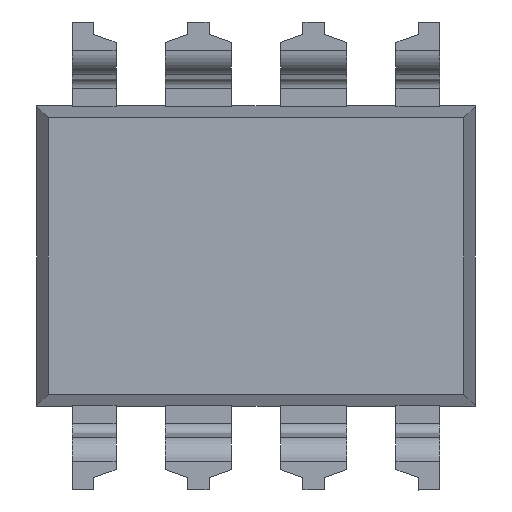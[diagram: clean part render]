
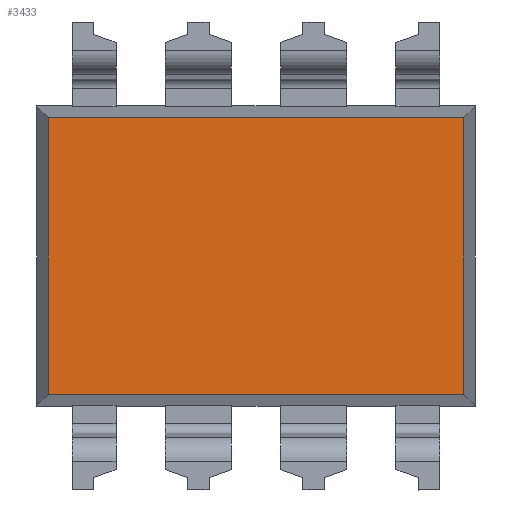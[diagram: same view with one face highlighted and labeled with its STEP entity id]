
A CAD part, front view. The second image highlights one B-rep face of the part: STEP entity #3433.
In plain terms, the highlighted planar face has unit normal (0, -1, 0).
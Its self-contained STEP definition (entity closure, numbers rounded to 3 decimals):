
#110 = CARTESIAN_POINT ( 'NONE',  ( 0., 1.14, 0. ) ) ;
#118 = LINE ( 'NONE', #4756, #1281 ) ;
#311 = DIRECTION ( 'NONE',  ( 0., 0., -1. ) ) ;
#457 = ORIENTED_EDGE ( 'NONE', *, *, #3509, .T. ) ;
#509 = DIRECTION ( 'NONE',  ( 0., -1., 0. ) ) ;
#583 = VERTEX_POINT ( 'NONE', #2471 ) ;
#836 = VECTOR ( 'NONE', #2240, 1000. ) ;
#920 = VERTEX_POINT ( 'NONE', #3783 ) ;
#1235 = EDGE_CURVE ( 'NONE', #920, #4932, #1641, .T. ) ;
#1281 = VECTOR ( 'NONE', #2440, 1000. ) ;
#1294 = DIRECTION ( 'NONE',  ( -1., 0., 0. ) ) ;
#1449 = CARTESIAN_POINT ( 'NONE',  ( 4.568, 1.14, -3.043 ) ) ;
#1641 = LINE ( 'NONE', #3606, #4911 ) ;
#1697 = EDGE_CURVE ( 'NONE', #4932, #583, #118, .T. ) ;
#1742 = DIRECTION ( 'NONE',  ( 0., 0., 1. ) ) ;
#2013 = VERTEX_POINT ( 'NONE', #1449 ) ;
#2159 = EDGE_LOOP ( 'NONE', ( #4064, #457, #2333, #4210 ) ) ;
#2224 = CARTESIAN_POINT ( 'NONE',  ( -4.827, 1.14, -3.043 ) ) ;
#2240 = DIRECTION ( 'NONE',  ( 1., 0., 0. ) ) ;
#2333 = ORIENTED_EDGE ( 'NONE', *, *, #1235, .T. ) ;
#2440 = DIRECTION ( 'NONE',  ( 0., 0., -1. ) ) ;
#2471 = CARTESIAN_POINT ( 'NONE',  ( -4.568, 1.14, -3.043 ) ) ;
#2771 = LINE ( 'NONE', #2224, #836 ) ;
#3433 = ADVANCED_FACE ( 'NONE', ( #4089 ), #4354, .T. ) ;
#3509 = EDGE_CURVE ( 'NONE', #2013, #920, #4696, .T. ) ;
#3606 = CARTESIAN_POINT ( 'NONE',  ( 4.828, 1.14, 3.043 ) ) ;
#3669 = CARTESIAN_POINT ( 'NONE',  ( 4.568, 1.14, -3.303 ) ) ;
#3704 = EDGE_CURVE ( 'NONE', #583, #2013, #2771, .T. ) ;
#3783 = CARTESIAN_POINT ( 'NONE',  ( 4.568, 1.14, 3.043 ) ) ;
#3853 = VECTOR ( 'NONE', #1742, 1000. ) ;
#4064 = ORIENTED_EDGE ( 'NONE', *, *, #3704, .T. ) ;
#4089 = FACE_OUTER_BOUND ( 'NONE', #2159, .T. ) ;
#4210 = ORIENTED_EDGE ( 'NONE', *, *, #1697, .T. ) ;
#4354 = PLANE ( 'NONE',  #4580 ) ;
#4446 = CARTESIAN_POINT ( 'NONE',  ( -4.568, 1.14, 3.043 ) ) ;
#4580 = AXIS2_PLACEMENT_3D ( 'NONE', #110, #509, #311 ) ;
#4696 = LINE ( 'NONE', #3669, #3853 ) ;
#4756 = CARTESIAN_POINT ( 'NONE',  ( -4.568, 1.14, 3.302 ) ) ;
#4911 = VECTOR ( 'NONE', #1294, 1000. ) ;
#4932 = VERTEX_POINT ( 'NONE', #4446 ) ;
